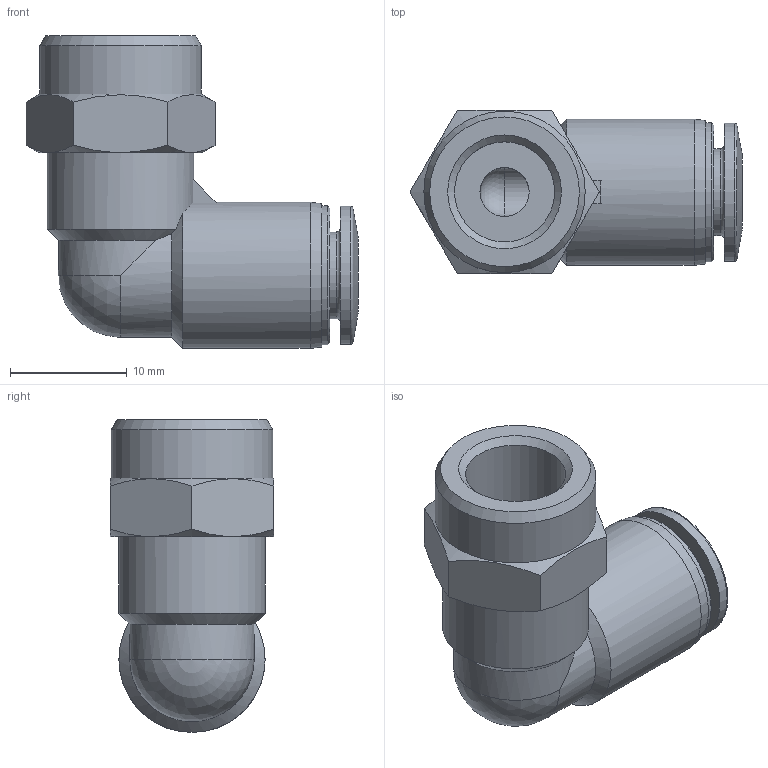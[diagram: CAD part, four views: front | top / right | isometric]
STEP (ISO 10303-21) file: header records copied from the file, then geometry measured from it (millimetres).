
FILE_DESCRIPTION(/* description */ ('STEP AP214'),/* implementation_level */ '2;1');
FILE_NAME(/* name */ '153274_QSLF-1_8-6-B',/* time_stamp */ '2024-09-11T22:32:13+02:00',/* author */ ('License CC BY-ND 4.0'),/* organization */ ('CADENAS'),/* preprocessor_version */ 'ST-DEVELOPER v19.3',/* originating_system */ 'PARTsolutions',/* authorisation */ ' ');
FILE_SCHEMA (('AUTOMOTIVE_DESIGN {1 0 10303 214 3 1 1}'));
Length unit declared in the file: millimetre
Products named in the file (1): 153274 QSLF-1/8-6-B
Bounding box: 28.38 x 14 x 26.75 mm (x, y, z)
Volume: 3778.8 mm3; surface area: 2676.4 mm2
Topology: 1 solids, 1 shells, 47 faces, 108 edges, 66 vertices
Faces by surface type: plane 16, cone 14, cylinder 12, torus 3, sphere 2
Full cylindrical faces by diameter (mm): 4.2 x2, 6 x1, 7.4 x1, 8.566 x1, 11.8 x1, 11.9 x1, 12.5 x2, 13.8 x1
Entity records: 1548 total; most frequent: CARTESIAN_POINT 271, DIRECTION 196, ORIENTED_EDGE 160, AXIS2_PLACEMENT_3D 92, EDGE_CURVE 80, EDGE_LOOP 73, FACE_BOUND 73, VERTEX_POINT 59
